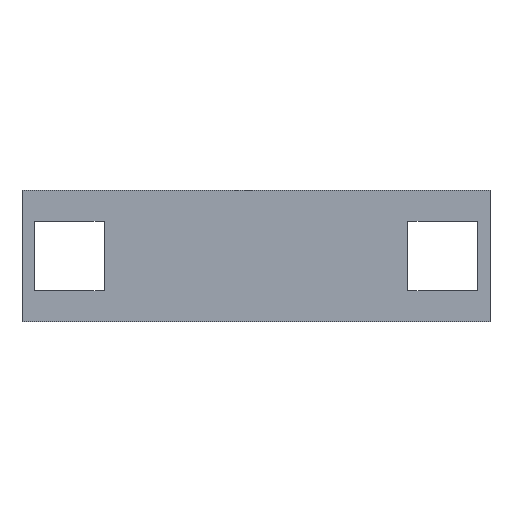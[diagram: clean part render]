
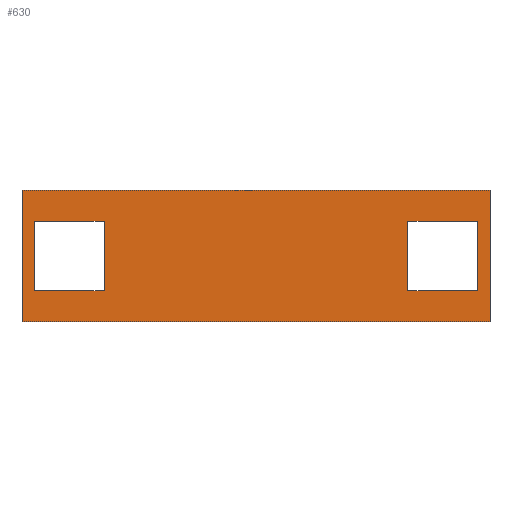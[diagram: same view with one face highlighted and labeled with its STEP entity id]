
A CAD part, front view. The second image highlights one B-rep face of the part: STEP entity #630.
In plain terms, the highlighted planar face has unit normal (0, -1, 0).
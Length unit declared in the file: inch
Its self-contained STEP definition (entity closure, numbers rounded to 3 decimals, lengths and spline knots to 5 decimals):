
#10 = ORIENTED_EDGE ( 'NONE', *, *, #130, .F. ) ;
#12 = EDGE_CURVE ( 'NONE', #75, #581, #804, .T. ) ;
#14 = VECTOR ( 'NONE', #92, 39.37008 ) ;
#16 = LINE ( 'NONE', #31, #318 ) ;
#18 = VERTEX_POINT ( 'NONE', #247 ) ;
#23 = CARTESIAN_POINT ( 'NONE',  ( 0., 0., 0. ) ) ;
#26 = ORIENTED_EDGE ( 'NONE', *, *, #532, .T. ) ;
#31 = CARTESIAN_POINT ( 'NONE',  ( 0., 0., 2. ) ) ;
#43 = VERTEX_POINT ( 'NONE', #497 ) ;
#59 = CARTESIAN_POINT ( 'NONE',  ( -6.9375, 0., 0.46875 ) ) ;
#68 = CARTESIAN_POINT ( 'NONE',  ( -7.125, 0., 0. ) ) ;
#73 = FACE_BOUND ( 'NONE', #504, .T. ) ;
#75 = VERTEX_POINT ( 'NONE', #458 ) ;
#87 = CARTESIAN_POINT ( 'NONE',  ( 0., 0., 0. ) ) ;
#92 = DIRECTION ( 'NONE',  ( -1., 0., 0. ) ) ;
#105 = DIRECTION ( 'NONE',  ( 1., 0., 0. ) ) ;
#106 = CARTESIAN_POINT ( 'NONE',  ( -6.9375, 0., 0.46875 ) ) ;
#112 = EDGE_CURVE ( 'NONE', #713, #305, #511, .T. ) ;
#130 = EDGE_CURVE ( 'NONE', #18, #75, #789, .T. ) ;
#138 = DIRECTION ( 'NONE',  ( 0., 0., 1. ) ) ;
#140 = FACE_BOUND ( 'NONE', #810, .T. ) ;
#147 = VERTEX_POINT ( 'NONE', #647 ) ;
#165 = LINE ( 'NONE', #676, #412 ) ;
#167 = CARTESIAN_POINT ( 'NONE',  ( -5.875, 0., 0.46875 ) ) ;
#173 = CARTESIAN_POINT ( 'NONE',  ( -5.875, 0., 1.53125 ) ) ;
#177 = CARTESIAN_POINT ( 'NONE',  ( -1.25, 0., 0.46875 ) ) ;
#178 = ORIENTED_EDGE ( 'NONE', *, *, #638, .T. ) ;
#209 = VERTEX_POINT ( 'NONE', #470 ) ;
#218 = ORIENTED_EDGE ( 'NONE', *, *, #633, .F. ) ;
#219 = LINE ( 'NONE', #545, #301 ) ;
#247 = CARTESIAN_POINT ( 'NONE',  ( -0.1875, 0., 0.46875 ) ) ;
#261 = DIRECTION ( 'NONE',  ( 1., 0., 0. ) ) ;
#266 = ORIENTED_EDGE ( 'NONE', *, *, #597, .F. ) ;
#267 = FACE_OUTER_BOUND ( 'NONE', #782, .T. ) ;
#280 = DIRECTION ( 'NONE',  ( -1., 0., 0. ) ) ;
#284 = VECTOR ( 'NONE', #481, 39.37008 ) ;
#301 = VECTOR ( 'NONE', #105, 39.37008 ) ;
#305 = VERTEX_POINT ( 'NONE', #770 ) ;
#318 = VECTOR ( 'NONE', #280, 39.37008 ) ;
#321 = VERTEX_POINT ( 'NONE', #659 ) ;
#325 = CARTESIAN_POINT ( 'NONE',  ( 0., 0., 0. ) ) ;
#339 = ORIENTED_EDGE ( 'NONE', *, *, #757, .T. ) ;
#342 = LINE ( 'NONE', #325, #488 ) ;
#349 = VECTOR ( 'NONE', #687, 39.37008 ) ;
#370 = EDGE_CURVE ( 'NONE', #209, #451, #449, .T. ) ;
#379 = ORIENTED_EDGE ( 'NONE', *, *, #370, .F. ) ;
#389 = PLANE ( 'NONE',  #454 ) ;
#394 = CARTESIAN_POINT ( 'NONE',  ( -1.25, 0., 1.53125 ) ) ;
#398 = ORIENTED_EDGE ( 'NONE', *, *, #12, .F. ) ;
#406 = LINE ( 'NONE', #661, #428 ) ;
#412 = VECTOR ( 'NONE', #494, 39.37008 ) ;
#428 = VECTOR ( 'NONE', #261, 39.37008 ) ;
#435 = LINE ( 'NONE', #167, #625 ) ;
#440 = VECTOR ( 'NONE', #491, 39.37008 ) ;
#441 = VECTOR ( 'NONE', #138, 39.37008 ) ;
#449 = LINE ( 'NONE', #68, #468 ) ;
#451 = VERTEX_POINT ( 'NONE', #606 ) ;
#454 = AXIS2_PLACEMENT_3D ( 'NONE', #87, #711, #645 ) ;
#458 = CARTESIAN_POINT ( 'NONE',  ( -0.1875, 0., 1.53125 ) ) ;
#459 = ORIENTED_EDGE ( 'NONE', *, *, #534, .T. ) ;
#468 = VECTOR ( 'NONE', #700, 39.37008 ) ;
#470 = CARTESIAN_POINT ( 'NONE',  ( -7.125, 0., 0. ) ) ;
#475 = VERTEX_POINT ( 'NONE', #23 ) ;
#481 = DIRECTION ( 'NONE',  ( 0., 0., 1. ) ) ;
#488 = VECTOR ( 'NONE', #587, 39.37008 ) ;
#491 = DIRECTION ( 'NONE',  ( 0., 0., 1. ) ) ;
#494 = DIRECTION ( 'NONE',  ( 0., 0., 1. ) ) ;
#497 = CARTESIAN_POINT ( 'NONE',  ( -5.875, 0., 0.46875 ) ) ;
#504 = EDGE_LOOP ( 'NONE', ( #266, #551, #624, #663 ) ) ;
#510 = EDGE_CURVE ( 'NONE', #43, #685, #435, .T. ) ;
#511 = LINE ( 'NONE', #59, #441 ) ;
#522 = EDGE_CURVE ( 'NONE', #305, #685, #219, .T. ) ;
#532 = EDGE_CURVE ( 'NONE', #475, #147, #165, .T. ) ;
#534 = EDGE_CURVE ( 'NONE', #18, #321, #643, .T. ) ;
#545 = CARTESIAN_POINT ( 'NONE',  ( -6.9375, 0., 1.53125 ) ) ;
#551 = ORIENTED_EDGE ( 'NONE', *, *, #112, .T. ) ;
#570 = CARTESIAN_POINT ( 'NONE',  ( -0.1875, 0., 1.53125 ) ) ;
#581 = VERTEX_POINT ( 'NONE', #394 ) ;
#587 = DIRECTION ( 'NONE',  ( -1., 0., 0. ) ) ;
#597 = EDGE_CURVE ( 'NONE', #713, #43, #406, .T. ) ;
#606 = CARTESIAN_POINT ( 'NONE',  ( -7.125, 0., 2. ) ) ;
#609 = CARTESIAN_POINT ( 'NONE',  ( -0.1875, 0., 0.46875 ) ) ;
#624 = ORIENTED_EDGE ( 'NONE', *, *, #522, .T. ) ;
#625 = VECTOR ( 'NONE', #672, 39.37008 ) ;
#630 = ADVANCED_FACE ( 'NONE', ( #73, #267, #140 ), #389, .T. ) ;
#633 = EDGE_CURVE ( 'NONE', #475, #209, #342, .T. ) ;
#638 = EDGE_CURVE ( 'NONE', #147, #451, #16, .T. ) ;
#643 = LINE ( 'NONE', #696, #14 ) ;
#645 = DIRECTION ( 'NONE',  ( 0., 0., -1. ) ) ;
#647 = CARTESIAN_POINT ( 'NONE',  ( 0., 0., 2. ) ) ;
#659 = CARTESIAN_POINT ( 'NONE',  ( -1.25, 0., 0.46875 ) ) ;
#661 = CARTESIAN_POINT ( 'NONE',  ( -6.9375, 0., 0.46875 ) ) ;
#663 = ORIENTED_EDGE ( 'NONE', *, *, #510, .F. ) ;
#672 = DIRECTION ( 'NONE',  ( 0., 0., 1. ) ) ;
#676 = CARTESIAN_POINT ( 'NONE',  ( 0., 0., 0. ) ) ;
#677 = LINE ( 'NONE', #177, #440 ) ;
#685 = VERTEX_POINT ( 'NONE', #173 ) ;
#687 = DIRECTION ( 'NONE',  ( -1., 0., 0. ) ) ;
#696 = CARTESIAN_POINT ( 'NONE',  ( -0.1875, 0., 0.46875 ) ) ;
#700 = DIRECTION ( 'NONE',  ( 0., 0., 1. ) ) ;
#711 = DIRECTION ( 'NONE',  ( 0., -1., 0. ) ) ;
#713 = VERTEX_POINT ( 'NONE', #106 ) ;
#757 = EDGE_CURVE ( 'NONE', #321, #581, #677, .T. ) ;
#770 = CARTESIAN_POINT ( 'NONE',  ( -6.9375, 0., 1.53125 ) ) ;
#782 = EDGE_LOOP ( 'NONE', ( #26, #178, #379, #218 ) ) ;
#789 = LINE ( 'NONE', #609, #284 ) ;
#804 = LINE ( 'NONE', #570, #349 ) ;
#810 = EDGE_LOOP ( 'NONE', ( #10, #459, #339, #398 ) ) ;
